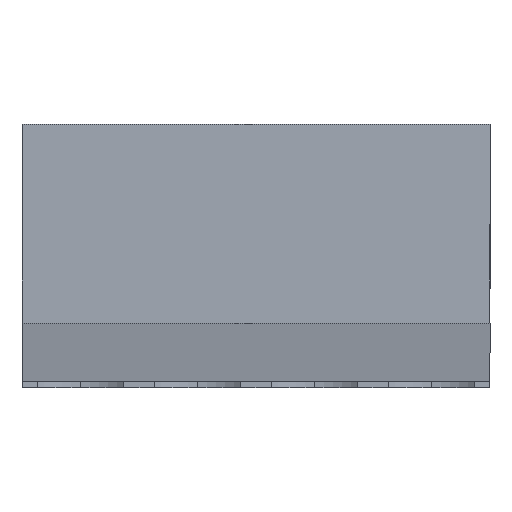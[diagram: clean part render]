
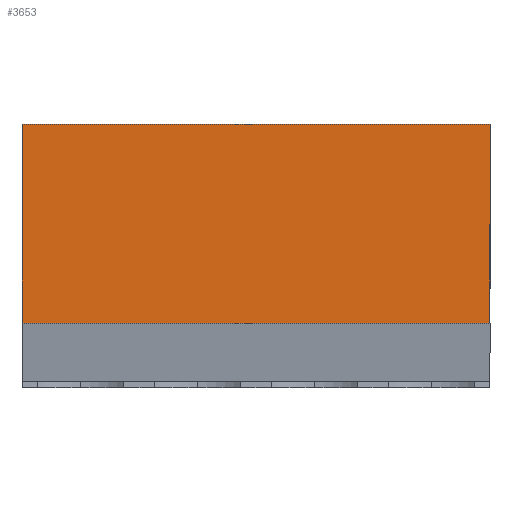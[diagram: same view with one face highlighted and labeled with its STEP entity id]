
A CAD part, top view. The second image highlights one B-rep face of the part: STEP entity #3653.
In plain terms, the highlighted planar face has unit normal (0, 0, 1).
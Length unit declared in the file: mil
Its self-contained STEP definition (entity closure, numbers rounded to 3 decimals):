
#169 = PLANE ( 'NONE',  #2976 ) ;
#278 = CARTESIAN_POINT ( 'NONE',  ( -500., -135., 300. ) ) ;
#648 = CARTESIAN_POINT ( 'NONE',  ( 300., 90., 300. ) ) ;
#999 = DIRECTION ( 'NONE',  ( 0., -1., 0. ) ) ;
#1031 = LINE ( 'NONE', #2005, #2902 ) ;
#1088 = VECTOR ( 'NONE', #1844, 39370.079 ) ;
#1319 = FACE_OUTER_BOUND ( 'NONE', #4251, .T. ) ;
#1341 = EDGE_CURVE ( 'NONE', #1968, #2507, #1628, .T. ) ;
#1477 = CARTESIAN_POINT ( 'NONE',  ( 300., 90., 300. ) ) ;
#1501 = VERTEX_POINT ( 'NONE', #2182 ) ;
#1628 = LINE ( 'NONE', #3469, #2793 ) ;
#1709 = DIRECTION ( 'NONE',  ( 1., 0., 0. ) ) ;
#1844 = DIRECTION ( 'NONE',  ( 0., -1., 0. ) ) ;
#1903 = EDGE_CURVE ( 'NONE', #3637, #1501, #1031, .T. ) ;
#1940 = DIRECTION ( 'NONE',  ( 0., 0., 1. ) ) ;
#1968 = VERTEX_POINT ( 'NONE', #4270 ) ;
#2005 = CARTESIAN_POINT ( 'NONE',  ( 0., -250.158, 300. ) ) ;
#2010 = LINE ( 'NONE', #278, #2835 ) ;
#2182 = CARTESIAN_POINT ( 'NONE',  ( 300., -250.158, 300. ) ) ;
#2507 = VERTEX_POINT ( 'NONE', #648 ) ;
#2625 = EDGE_CURVE ( 'NONE', #2507, #1501, #3783, .T. ) ;
#2793 = VECTOR ( 'NONE', #1709, 39370.079 ) ;
#2835 = VECTOR ( 'NONE', #999, 39370.079 ) ;
#2902 = VECTOR ( 'NONE', #4458, 39370.079 ) ;
#2939 = ORIENTED_EDGE ( 'NONE', *, *, #1341, .F. ) ;
#2976 = AXIS2_PLACEMENT_3D ( 'NONE', #4044, #1940, #4402 ) ;
#3469 = CARTESIAN_POINT ( 'NONE',  ( 0., 90., 300. ) ) ;
#3586 = ORIENTED_EDGE ( 'NONE', *, *, #2625, .F. ) ;
#3637 = VERTEX_POINT ( 'NONE', #4007 ) ;
#3653 = ADVANCED_FACE ( 'NONE', ( #1319 ), #169, .T. ) ;
#3783 = LINE ( 'NONE', #1477, #1088 ) ;
#3978 = ORIENTED_EDGE ( 'NONE', *, *, #4548, .T. ) ;
#4007 = CARTESIAN_POINT ( 'NONE',  ( -500., -250.158, 300. ) ) ;
#4044 = CARTESIAN_POINT ( 'NONE',  ( -500., 90., 300. ) ) ;
#4251 = EDGE_LOOP ( 'NONE', ( #3586, #2939, #3978, #4556 ) ) ;
#4270 = CARTESIAN_POINT ( 'NONE',  ( -500., 90., 300. ) ) ;
#4402 = DIRECTION ( 'NONE',  ( 0., -1., 0. ) ) ;
#4458 = DIRECTION ( 'NONE',  ( 1., 0., 0. ) ) ;
#4548 = EDGE_CURVE ( 'NONE', #1968, #3637, #2010, .T. ) ;
#4556 = ORIENTED_EDGE ( 'NONE', *, *, #1903, .T. ) ;
